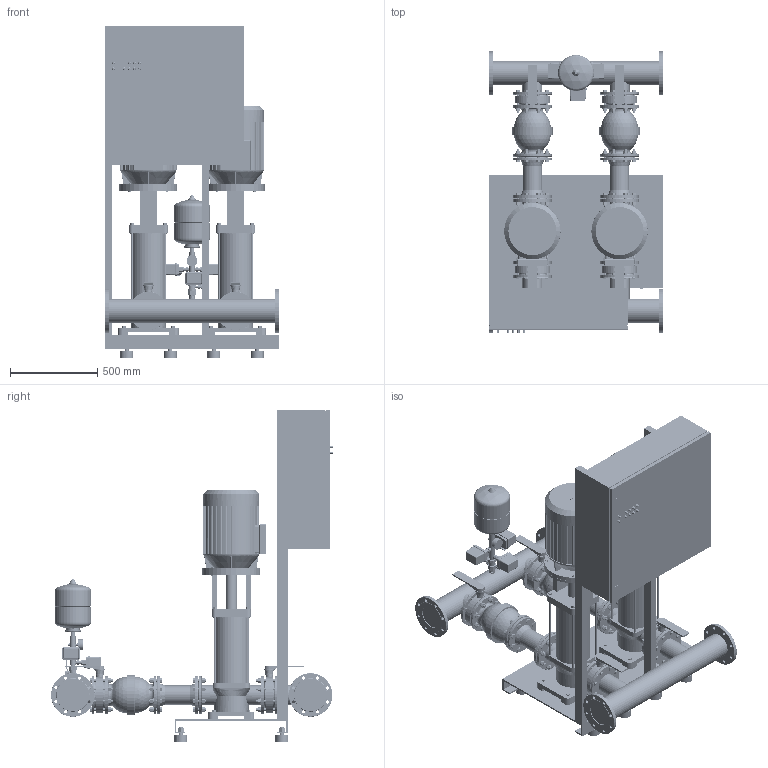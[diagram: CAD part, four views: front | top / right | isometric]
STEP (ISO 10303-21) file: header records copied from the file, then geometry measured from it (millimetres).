
FILE_DESCRIPTION((''),'2;1');
FILE_NAME('3d_FLA-2MVI7003_2PN10-2536592.stp','2013-07-05T14:11:19',(''),(''),'Mechanical Desktop 2009','Mechanical Desktop 2009',', , ');
FILE_SCHEMA(('CONFIG_CONTROL_DESIGN'));
Length unit declared in the file: millimetre
Products named in the file (1): Product
Bounding box: 1000 x 1617 x 1905 mm (x, y, z)
Volume: 391517343.8 mm3; surface area: 14347800.2 mm2
Topology: 170 solids, 178 shells, 4887 faces, 11788 edges, 7563 vertices
Faces by surface type: bspline 2093, plane 1476, cylinder 975, cone 199, torus 118, sphere 26
Full cylindrical faces by diameter (mm): 114.3 x4, 205 x4
Entity records: 159805 total; most frequent: CARTESIAN_POINT 48956, ORIENTED_EDGE 23468, DIRECTION 21460, EDGE_CURVE 11734, VERTEX_POINT 7543, AXIS2_PLACEMENT_3D 7172, VECTOR 7116, LINE 7116
